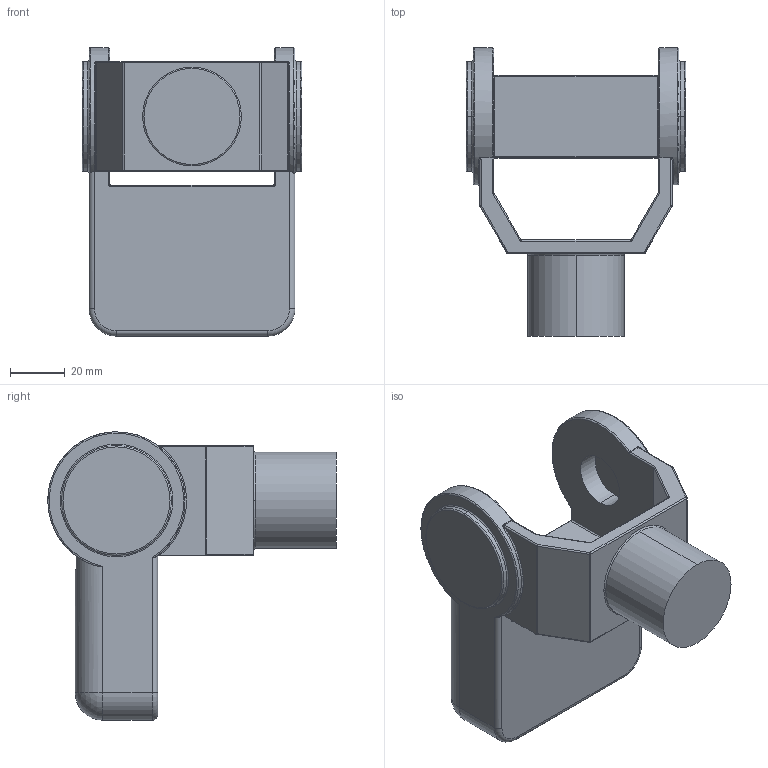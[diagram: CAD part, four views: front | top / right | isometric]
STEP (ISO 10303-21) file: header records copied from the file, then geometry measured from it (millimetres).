
FILE_DESCRIPTION (( 'STEP AP203' ), '1' );
FILE_NAME ('Atas Kaki_Default_sldprt.STEP', '2017-12-16T02:02:35', ( '' ), ( '' ), 'SwSTEP 2.0', 'SolidWorks 2016', '' );
FILE_SCHEMA (( 'CONFIG_CONTROL_DESIGN' ));
Length unit declared in the file: millimetre
Products named in the file (1): Atas Kaki_Default_sldprt
Bounding box: 80 x 105 x 104.99 mm (x, y, z)
Volume: 202286 mm3; surface area: 37813.2 mm2
Topology: 1 solids, 1 shells, 119 faces, 276 edges, 156 vertices
Faces by surface type: cylinder 55, torus 31, plane 23, sphere 8, bspline 2
Entity records: 3544 total; most frequent: CARTESIAN_POINT 778, DIRECTION 615, ORIENTED_EDGE 540, EDGE_CURVE 270, AXIS2_PLACEMENT_3D 257, VERTEX_POINT 156, CIRCLE 139, EDGE_LOOP 124
